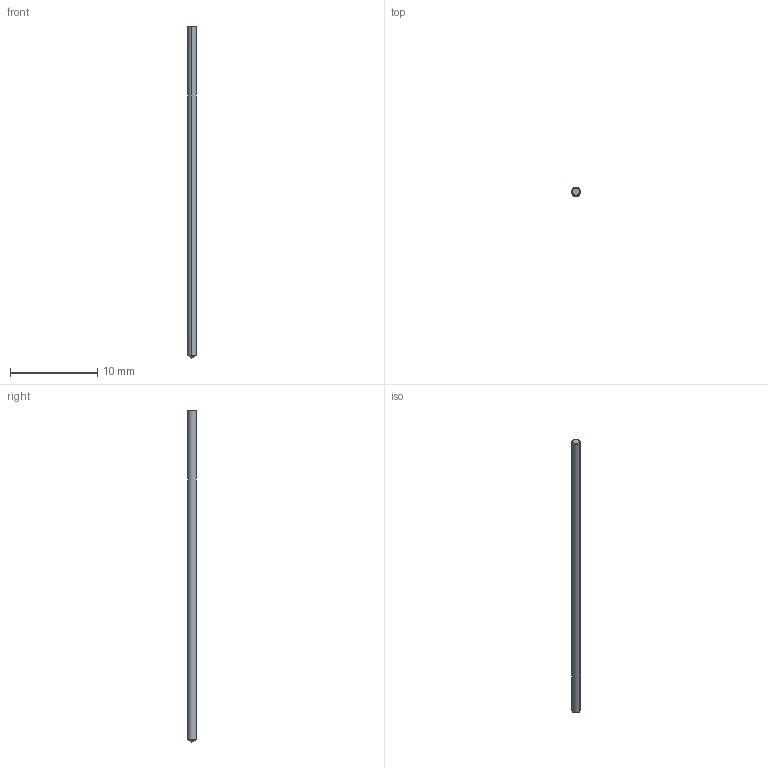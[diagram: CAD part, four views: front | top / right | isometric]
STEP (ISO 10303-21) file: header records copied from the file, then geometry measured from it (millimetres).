
FILE_DESCRIPTION (( 'STEP AP203' ), '1' );
FILE_NAME ('985118.step', '2021-09-02T07:28:20', ( '' ), ( '' ), 'SwSTEP 2.0', 'SolidWorks 2019', '' );
FILE_SCHEMA (( 'CONFIG_CONTROL_DESIGN' ));
Length unit declared in the file: millimetre
Products named in the file (1): 985118
Bounding box: 1 x 1 x 38 mm (x, y, z)
Volume: 29.7 mm3; surface area: 121.5 mm2
Topology: 2 solids, 2 shells, 9 faces, 16 edges, 9 vertices
Faces by surface type: cone 4, plane 3, cylinder 2
Entity records: 283 total; most frequent: DIRECTION 42, CARTESIAN_POINT 33, ORIENTED_EDGE 28, AXIS2_PLACEMENT_3D 18, EDGE_CURVE 14, VERTEX_POINT 9, ADVANCED_FACE 9, EDGE_LOOP 9
